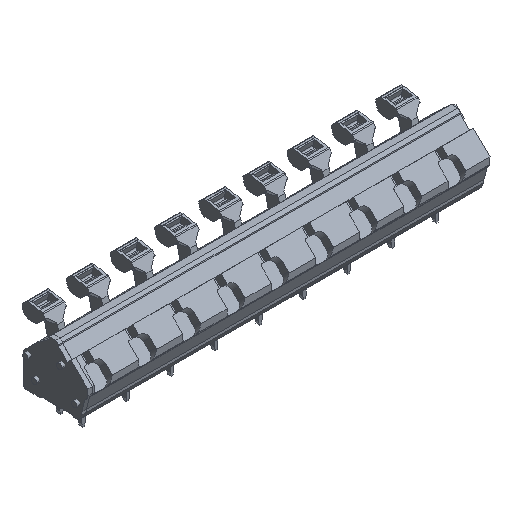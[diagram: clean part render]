
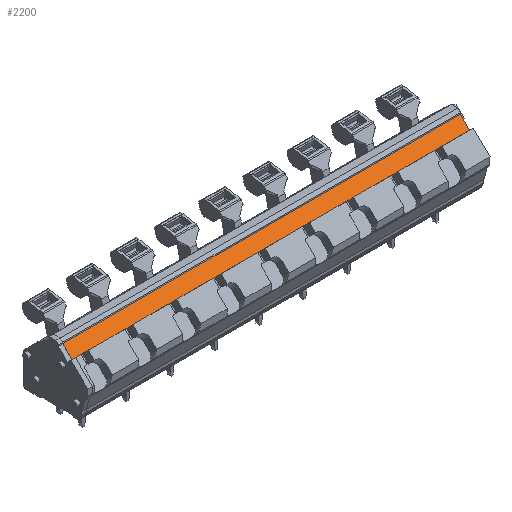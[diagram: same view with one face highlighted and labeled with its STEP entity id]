
A CAD part, isometric view. The second image highlights one B-rep face of the part: STEP entity #2200.
In plain terms, the highlighted planar face has unit normal (0, -0.707, 0.707).
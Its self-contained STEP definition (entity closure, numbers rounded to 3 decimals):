
#2036=AXIS2_PLACEMENT_3D('Plane Axis2P3D',#2033,#2034,#2035) ;
#252=CARTESIAN_POINT('Vertex',(1.7,4.588,13.954)) ;
#255=CARTESIAN_POINT('Line Origine',(1.7,5.637,15.003)) ;
#259=CARTESIAN_POINT('Vertex',(1.7,6.686,16.052)) ;
#2017=CARTESIAN_POINT('Vertex',(2.93,4.588,13.954)) ;
#2020=CARTESIAN_POINT('Line Origine',(2.315,4.588,13.954)) ;
#2033=CARTESIAN_POINT('Axis2P3D Location',(6.7,6.686,16.052)) ;
#2038=CARTESIAN_POINT('Line Origine',(3.774,4.588,13.954)) ;
#2042=CARTESIAN_POINT('Vertex',(4.617,4.588,13.954)) ;
#2045=CARTESIAN_POINT('Line Origine',(8.774,4.588,13.954)) ;
#2049=CARTESIAN_POINT('Vertex',(12.93,4.588,13.954)) ;
#2052=CARTESIAN_POINT('Line Origine',(13.774,4.588,13.954)) ;
#2056=CARTESIAN_POINT('Vertex',(14.617,4.588,13.954)) ;
#2059=CARTESIAN_POINT('Line Origine',(18.774,4.588,13.954)) ;
#2063=CARTESIAN_POINT('Vertex',(22.93,4.588,13.954)) ;
#2066=CARTESIAN_POINT('Line Origine',(23.774,4.588,13.954)) ;
#2070=CARTESIAN_POINT('Vertex',(24.617,4.588,13.954)) ;
#2073=CARTESIAN_POINT('Line Origine',(28.774,4.588,13.954)) ;
#2077=CARTESIAN_POINT('Vertex',(32.93,4.588,13.954)) ;
#2080=CARTESIAN_POINT('Line Origine',(33.774,4.588,13.954)) ;
#2084=CARTESIAN_POINT('Vertex',(34.617,4.588,13.954)) ;
#2087=CARTESIAN_POINT('Line Origine',(38.774,4.588,13.954)) ;
#2091=CARTESIAN_POINT('Vertex',(42.93,4.588,13.954)) ;
#2094=CARTESIAN_POINT('Line Origine',(43.774,4.588,13.954)) ;
#2098=CARTESIAN_POINT('Vertex',(44.617,4.588,13.954)) ;
#2101=CARTESIAN_POINT('Line Origine',(48.774,4.588,13.954)) ;
#2105=CARTESIAN_POINT('Vertex',(52.93,4.588,13.954)) ;
#2108=CARTESIAN_POINT('Line Origine',(53.774,4.588,13.954)) ;
#2112=CARTESIAN_POINT('Vertex',(54.617,4.588,13.954)) ;
#2115=CARTESIAN_POINT('Line Origine',(58.774,4.588,13.954)) ;
#2119=CARTESIAN_POINT('Vertex',(62.93,4.588,13.954)) ;
#2122=CARTESIAN_POINT('Line Origine',(63.774,4.588,13.954)) ;
#2126=CARTESIAN_POINT('Vertex',(64.617,4.588,13.954)) ;
#2129=CARTESIAN_POINT('Line Origine',(68.774,4.588,13.954)) ;
#2133=CARTESIAN_POINT('Vertex',(72.93,4.588,13.954)) ;
#2136=CARTESIAN_POINT('Line Origine',(73.774,4.588,13.954)) ;
#2140=CARTESIAN_POINT('Vertex',(74.617,4.588,13.954)) ;
#2143=CARTESIAN_POINT('Line Origine',(78.774,4.588,13.954)) ;
#2147=CARTESIAN_POINT('Vertex',(82.93,4.588,13.954)) ;
#2150=CARTESIAN_POINT('Line Origine',(83.774,4.588,13.954)) ;
#2154=CARTESIAN_POINT('Vertex',(84.617,4.588,13.954)) ;
#2157=CARTESIAN_POINT('Line Origine',(88.159,4.588,13.954)) ;
#2161=CARTESIAN_POINT('Vertex',(91.7,4.588,13.954)) ;
#2164=CARTESIAN_POINT('Line Origine',(91.7,5.637,15.003)) ;
#2168=CARTESIAN_POINT('Vertex',(91.7,6.686,16.052)) ;
#2171=CARTESIAN_POINT('Line Origine',(46.7,6.686,16.052)) ;
#256=DIRECTION('Vector Direction',(0.,-0.707,-0.707)) ;
#2021=DIRECTION('Vector Direction',(-1.,0.,0.)) ;
#2034=DIRECTION('Axis2P3D Direction',(0.,0.707,-0.707)) ;
#2035=DIRECTION('Axis2P3D XDirection',(0.,-0.707,-0.707)) ;
#2039=DIRECTION('Vector Direction',(-1.,0.,0.)) ;
#2046=DIRECTION('Vector Direction',(-1.,0.,0.)) ;
#2053=DIRECTION('Vector Direction',(-1.,0.,0.)) ;
#2060=DIRECTION('Vector Direction',(-1.,0.,0.)) ;
#2067=DIRECTION('Vector Direction',(-1.,0.,0.)) ;
#2074=DIRECTION('Vector Direction',(-1.,0.,0.)) ;
#2081=DIRECTION('Vector Direction',(-1.,0.,0.)) ;
#2088=DIRECTION('Vector Direction',(-1.,0.,0.)) ;
#2095=DIRECTION('Vector Direction',(-1.,0.,0.)) ;
#2102=DIRECTION('Vector Direction',(-1.,0.,0.)) ;
#2109=DIRECTION('Vector Direction',(-1.,0.,0.)) ;
#2116=DIRECTION('Vector Direction',(-1.,0.,0.)) ;
#2123=DIRECTION('Vector Direction',(-1.,0.,0.)) ;
#2130=DIRECTION('Vector Direction',(-1.,0.,0.)) ;
#2137=DIRECTION('Vector Direction',(-1.,0.,0.)) ;
#2144=DIRECTION('Vector Direction',(-1.,0.,0.)) ;
#2151=DIRECTION('Vector Direction',(-1.,0.,0.)) ;
#2158=DIRECTION('Vector Direction',(-1.,0.,0.)) ;
#2165=DIRECTION('Vector Direction',(0.,-0.707,-0.707)) ;
#2172=DIRECTION('Vector Direction',(-1.,0.,0.)) ;
#257=VECTOR('Line Direction',#256,1.) ;
#2022=VECTOR('Line Direction',#2021,1.) ;
#2040=VECTOR('Line Direction',#2039,1.) ;
#2047=VECTOR('Line Direction',#2046,1.) ;
#2054=VECTOR('Line Direction',#2053,1.) ;
#2061=VECTOR('Line Direction',#2060,1.) ;
#2068=VECTOR('Line Direction',#2067,1.) ;
#2075=VECTOR('Line Direction',#2074,1.) ;
#2082=VECTOR('Line Direction',#2081,1.) ;
#2089=VECTOR('Line Direction',#2088,1.) ;
#2096=VECTOR('Line Direction',#2095,1.) ;
#2103=VECTOR('Line Direction',#2102,1.) ;
#2110=VECTOR('Line Direction',#2109,1.) ;
#2117=VECTOR('Line Direction',#2116,1.) ;
#2124=VECTOR('Line Direction',#2123,1.) ;
#2131=VECTOR('Line Direction',#2130,1.) ;
#2138=VECTOR('Line Direction',#2137,1.) ;
#2145=VECTOR('Line Direction',#2144,1.) ;
#2152=VECTOR('Line Direction',#2151,1.) ;
#2159=VECTOR('Line Direction',#2158,1.) ;
#2166=VECTOR('Line Direction',#2165,1.) ;
#2173=VECTOR('Line Direction',#2172,1.) ;
#2177=ORIENTED_EDGE('',*,*,#2024,.F.) ;
#2178=ORIENTED_EDGE('',*,*,#2044,.F.) ;
#2179=ORIENTED_EDGE('',*,*,#2051,.F.) ;
#2180=ORIENTED_EDGE('',*,*,#2058,.F.) ;
#2181=ORIENTED_EDGE('',*,*,#2065,.F.) ;
#2182=ORIENTED_EDGE('',*,*,#2072,.F.) ;
#2183=ORIENTED_EDGE('',*,*,#2079,.F.) ;
#2184=ORIENTED_EDGE('',*,*,#2086,.F.) ;
#2185=ORIENTED_EDGE('',*,*,#2093,.F.) ;
#2186=ORIENTED_EDGE('',*,*,#2100,.F.) ;
#2187=ORIENTED_EDGE('',*,*,#2107,.F.) ;
#2188=ORIENTED_EDGE('',*,*,#2114,.F.) ;
#2189=ORIENTED_EDGE('',*,*,#2121,.F.) ;
#2190=ORIENTED_EDGE('',*,*,#2128,.F.) ;
#2191=ORIENTED_EDGE('',*,*,#2135,.F.) ;
#2192=ORIENTED_EDGE('',*,*,#2142,.F.) ;
#2193=ORIENTED_EDGE('',*,*,#2149,.F.) ;
#2194=ORIENTED_EDGE('',*,*,#2156,.F.) ;
#2195=ORIENTED_EDGE('',*,*,#2163,.F.) ;
#2196=ORIENTED_EDGE('',*,*,#2170,.T.) ;
#2197=ORIENTED_EDGE('',*,*,#2175,.T.) ;
#2198=ORIENTED_EDGE('',*,*,#261,.F.) ;
#2200=ADVANCED_FACE('Housing\\LMZF500-housing',(#2199),#2037,.F.) ;
#261=EDGE_CURVE('',#253,#260,#258,.F.) ;
#2024=EDGE_CURVE('',#2018,#253,#2023,.T.) ;
#2044=EDGE_CURVE('',#2043,#2018,#2041,.T.) ;
#2051=EDGE_CURVE('',#2050,#2043,#2048,.T.) ;
#2058=EDGE_CURVE('',#2057,#2050,#2055,.T.) ;
#2065=EDGE_CURVE('',#2064,#2057,#2062,.T.) ;
#2072=EDGE_CURVE('',#2071,#2064,#2069,.T.) ;
#2079=EDGE_CURVE('',#2078,#2071,#2076,.T.) ;
#2086=EDGE_CURVE('',#2085,#2078,#2083,.T.) ;
#2093=EDGE_CURVE('',#2092,#2085,#2090,.T.) ;
#2100=EDGE_CURVE('',#2099,#2092,#2097,.T.) ;
#2107=EDGE_CURVE('',#2106,#2099,#2104,.T.) ;
#2114=EDGE_CURVE('',#2113,#2106,#2111,.T.) ;
#2121=EDGE_CURVE('',#2120,#2113,#2118,.T.) ;
#2128=EDGE_CURVE('',#2127,#2120,#2125,.T.) ;
#2135=EDGE_CURVE('',#2134,#2127,#2132,.T.) ;
#2142=EDGE_CURVE('',#2141,#2134,#2139,.T.) ;
#2149=EDGE_CURVE('',#2148,#2141,#2146,.T.) ;
#2156=EDGE_CURVE('',#2155,#2148,#2153,.T.) ;
#2163=EDGE_CURVE('',#2162,#2155,#2160,.T.) ;
#2170=EDGE_CURVE('',#2162,#2169,#2167,.F.) ;
#2175=EDGE_CURVE('',#2169,#260,#2174,.T.) ;
#2176=EDGE_LOOP('',(#2177,#2178,#2179,#2180,#2181,#2182,#2183,#2184,#2185,#2186,#2187,#2188,#2189,#2190,#2191,#2192,#2193,#2194,#2195,#2196,#2197,#2198)) ;
#2199=FACE_OUTER_BOUND('',#2176,.T.) ;
#258=LINE('Line',#255,#257) ;
#2023=LINE('Line',#2020,#2022) ;
#2041=LINE('Line',#2038,#2040) ;
#2048=LINE('Line',#2045,#2047) ;
#2055=LINE('Line',#2052,#2054) ;
#2062=LINE('Line',#2059,#2061) ;
#2069=LINE('Line',#2066,#2068) ;
#2076=LINE('Line',#2073,#2075) ;
#2083=LINE('Line',#2080,#2082) ;
#2090=LINE('Line',#2087,#2089) ;
#2097=LINE('Line',#2094,#2096) ;
#2104=LINE('Line',#2101,#2103) ;
#2111=LINE('Line',#2108,#2110) ;
#2118=LINE('Line',#2115,#2117) ;
#2125=LINE('Line',#2122,#2124) ;
#2132=LINE('Line',#2129,#2131) ;
#2139=LINE('Line',#2136,#2138) ;
#2146=LINE('Line',#2143,#2145) ;
#2153=LINE('Line',#2150,#2152) ;
#2160=LINE('Line',#2157,#2159) ;
#2167=LINE('Line',#2164,#2166) ;
#2174=LINE('Line',#2171,#2173) ;
#2037=PLANE('',#2036) ;
#253=VERTEX_POINT('',#252) ;
#260=VERTEX_POINT('',#259) ;
#2018=VERTEX_POINT('',#2017) ;
#2043=VERTEX_POINT('',#2042) ;
#2050=VERTEX_POINT('',#2049) ;
#2057=VERTEX_POINT('',#2056) ;
#2064=VERTEX_POINT('',#2063) ;
#2071=VERTEX_POINT('',#2070) ;
#2078=VERTEX_POINT('',#2077) ;
#2085=VERTEX_POINT('',#2084) ;
#2092=VERTEX_POINT('',#2091) ;
#2099=VERTEX_POINT('',#2098) ;
#2106=VERTEX_POINT('',#2105) ;
#2113=VERTEX_POINT('',#2112) ;
#2120=VERTEX_POINT('',#2119) ;
#2127=VERTEX_POINT('',#2126) ;
#2134=VERTEX_POINT('',#2133) ;
#2141=VERTEX_POINT('',#2140) ;
#2148=VERTEX_POINT('',#2147) ;
#2155=VERTEX_POINT('',#2154) ;
#2162=VERTEX_POINT('',#2161) ;
#2169=VERTEX_POINT('',#2168) ;
